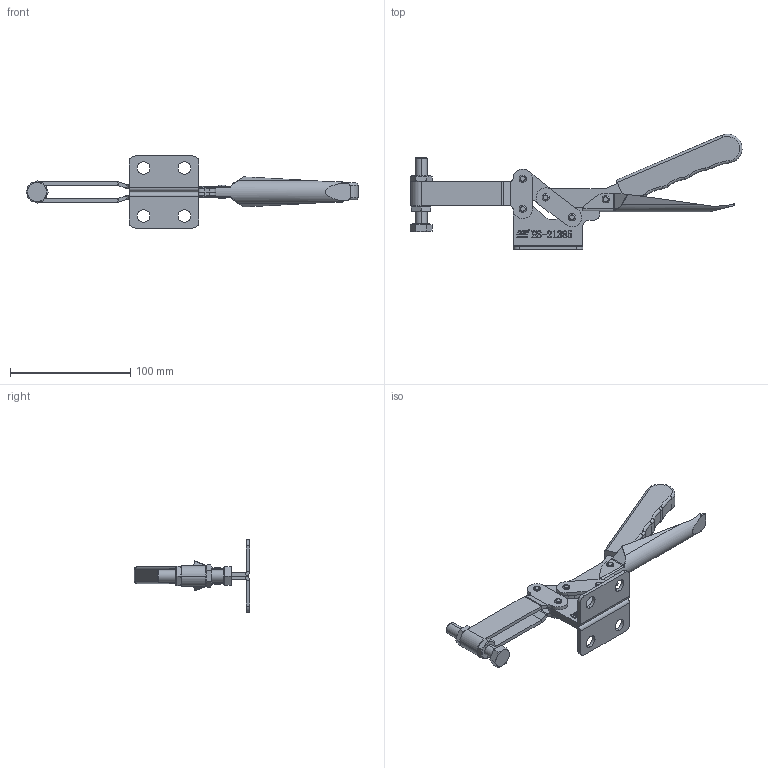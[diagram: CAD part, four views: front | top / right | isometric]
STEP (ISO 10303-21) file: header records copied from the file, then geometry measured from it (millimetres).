
FILE_DESCRIPTION (( 'STEP AP203' ), '1' );
FILE_NAME ('HS-21385 装配体.STEP', '2018-12-07T03:58:59', ( 'PCOS' ), ( '微软中国' ), 'SwSTEP 2.0', 'SolidWorks 2012', '' );
FILE_SCHEMA (( 'CONFIG_CONTROL_DESIGN' ));
Length unit declared in the file: millimetre
Products named in the file (12): HS-21385 蚾饜极; hex thin nuts-grades ab-chamfered gb_GB_FASTENER_NUT_STNAB M10-N; hexagon head bolts-full thread gb_GB_FASTENER_BOLT_STBAB A M10X55-N; 种2; 揤參; 种; 坶參; 忒梟; 忒參; 蟀裝; 楊擘菁釱酘; 楊擘菁釱衵
Assembly tree (16 placements, depth 2):
  HS-21385 蚾饜极
    楊擘菁釱衵
    楊擘菁釱酘
    蟀裝  x2
    忒參
    忒梟
    坶參
    种  x4
    揤參
    种2
    hexagon head bolts-full thread gb_GB_FASTENER_BOLT_STBAB A M10X55-N
    hex thin nuts-grades ab-chamfered gb_GB_FASTENER_NUT_STNAB M10-N  x2
Bounding box: 276 x 96.11 x 60 mm (x, y, z)
Volume: 92259.1 mm3; surface area: 55402.1 mm2
Topology: 16 solids, 16 shells, 756 faces, 1943 edges, 1258 vertices
Faces by surface type: plane 342, cylinder 188, bspline 158, torus 42, cone 26
Entity records: 29424 total; most frequent: CARTESIAN_POINT 11756, ORIENTED_EDGE 3644, DIRECTION 2924, EDGE_CURVE 1822, VERTEX_POINT 1180, VECTOR 1012, LINE 1012, AXIS2_PLACEMENT_3D 956
